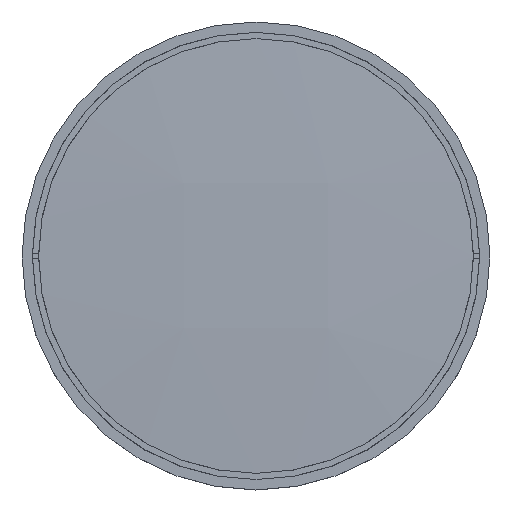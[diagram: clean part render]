
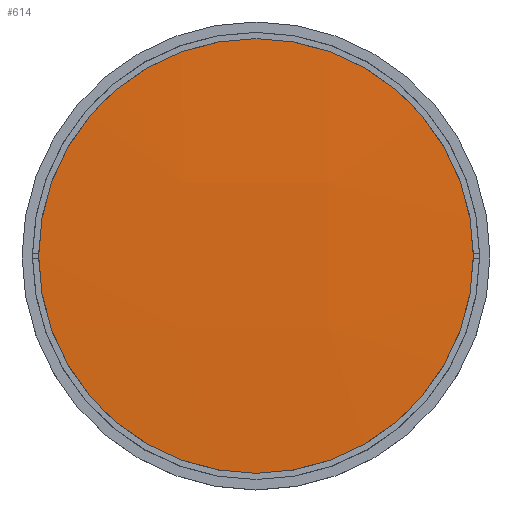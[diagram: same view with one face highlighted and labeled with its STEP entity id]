
A CAD part, top view. The second image highlights one B-rep face of the part: STEP entity #614.
In plain terms, the highlighted free-form (B-spline) face has degree [3, 3] with [4, 4] control points.
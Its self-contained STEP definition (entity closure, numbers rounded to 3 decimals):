
#48 = VERTEX_POINT ( 'NONE', #600 ) ;
#49 = CARTESIAN_POINT ( 'NONE',  ( -42.572, 14.282, -0.717 ) ) ;
#104 = CIRCLE ( 'NONE', #587, 41.8 ) ;
#154 = CARTESIAN_POINT ( 'NONE',  ( -42.5, 42.628, -2.147 ) ) ;
#220 =( BOUNDED_SURFACE ( )  B_SPLINE_SURFACE ( 3, 3, ( 
 ( #154, #991, #1019, #526 ),
 ( #49, #441, #432, #271 ),
 ( #984, #1086, #517, #1192 ),
 ( #349, #720, #337, #1008 ) ),
 .UNSPECIFIED., .F., .F., .F. ) 
 B_SPLINE_SURFACE_WITH_KNOTS ( ( 4, 4 ),
 ( 4, 4 ),
 ( 0., 1. ),
 ( 0., 1. ),
 .UNSPECIFIED. ) 
 GEOMETRIC_REPRESENTATION_ITEM ( )  RATIONAL_B_SPLINE_SURFACE ( (
 ( 1., 0.999, 0.999, 1.),
 ( 0.999, 0.998, 0.998, 0.999),
 ( 0.999, 0.998, 0.998, 0.999),
 ( 1., 0.999, 0.999, 1.) ) ) 
 REPRESENTATION_ITEM ( '' )  SURFACE ( )  );
#271 = CARTESIAN_POINT ( 'NONE',  ( 42.321, 14.282, -0.704 ) ) ;
#337 = CARTESIAN_POINT ( 'NONE',  ( 14.011, -42.448, -0.71 ) ) ;
#343 = DIRECTION ( 'NONE',  ( 1., 0., 0. ) ) ;
#349 = CARTESIAN_POINT ( 'NONE',  ( -42.5, -42.448, -2.138 ) ) ;
#432 = CARTESIAN_POINT ( 'NONE',  ( 14.035, 14.282, 0.714 ) ) ;
#441 = CARTESIAN_POINT ( 'NONE',  ( -14.287, 14.282, 0.71 ) ) ;
#460 = EDGE_LOOP ( 'NONE', ( #792 ) ) ;
#517 = CARTESIAN_POINT ( 'NONE',  ( 14.035, -14.101, 0.717 ) ) ;
#526 = CARTESIAN_POINT ( 'NONE',  ( 42.249, 42.628, -2.134 ) ) ;
#587 = AXIS2_PLACEMENT_3D ( 'NONE', #1121, #638, #343 ) ;
#600 = CARTESIAN_POINT ( 'NONE',  ( 41.8, 0., -1.035 ) ) ;
#614 = ADVANCED_FACE ( 'NONE', ( #708 ), #220, .T. ) ;
#615 = EDGE_CURVE ( 'NONE', #48, #48, #104, .T. ) ;
#638 = DIRECTION ( 'NONE',  ( 0., 0., -1. ) ) ;
#708 = FACE_OUTER_BOUND ( 'NONE', #460, .T. ) ;
#720 = CARTESIAN_POINT ( 'NONE',  ( -14.262, -42.448, -0.714 ) ) ;
#792 = ORIENTED_EDGE ( 'NONE', *, *, #615, .F. ) ;
#984 = CARTESIAN_POINT ( 'NONE',  ( -42.572, -14.101, -0.714 ) ) ;
#991 = CARTESIAN_POINT ( 'NONE',  ( -14.262, 42.628, -0.723 ) ) ;
#1008 = CARTESIAN_POINT ( 'NONE',  ( 42.249, -42.448, -2.125 ) ) ;
#1019 = CARTESIAN_POINT ( 'NONE',  ( 14.011, 42.628, -0.719 ) ) ;
#1086 = CARTESIAN_POINT ( 'NONE',  ( -14.287, -14.101, 0.713 ) ) ;
#1121 = CARTESIAN_POINT ( 'NONE',  ( 0., 0., -1.035 ) ) ;
#1192 = CARTESIAN_POINT ( 'NONE',  ( 42.321, -14.101, -0.701 ) ) ;
